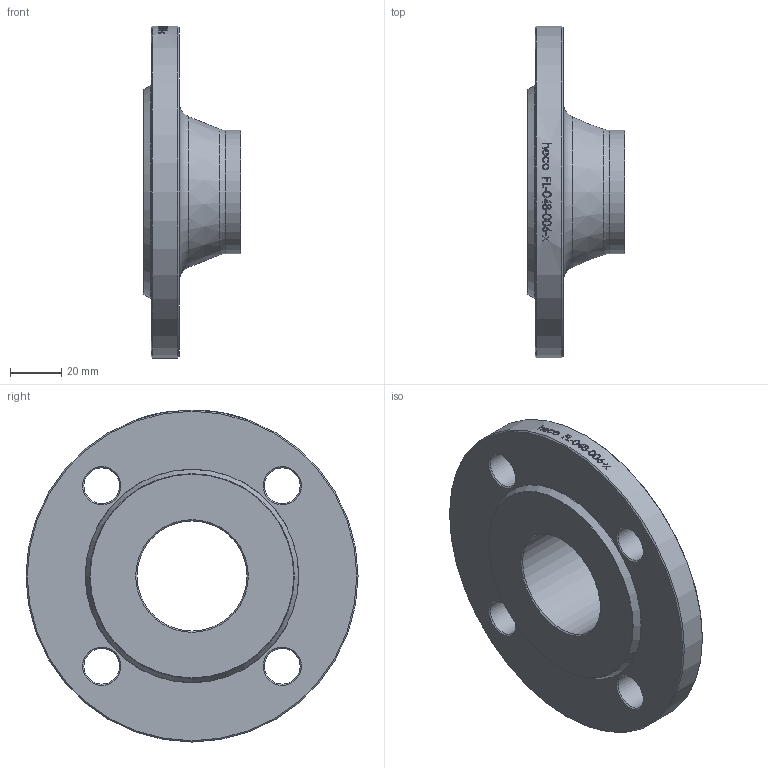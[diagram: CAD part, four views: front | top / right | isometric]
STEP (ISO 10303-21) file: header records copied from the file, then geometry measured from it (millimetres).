
FILE_DESCRIPTION (( 'STEP AP214' ), '1' );
FILE_NAME ('FL-048-006-x Vorschweissflansch PN6 Iso DIN2631 2008.STEP', '2020-08-24T10:15:13', ( '' ), ( '' ), 'SwSTEP 2.0', 'SolidWorks 2019', '' );
FILE_SCHEMA (( 'AUTOMOTIVE_DESIGN' ));
Length unit declared in the file: millimetre
Products named in the file (1): FL-048-006-x Vorschweissflansch PN6 Iso DIN2631 2008
Bounding box: 38 x 130 x 130 mm (x, y, z)
Volume: 153735 mm3; surface area: 36894.4 mm2
Topology: 1 solids, 1 shells, 53 faces, 223 edges, 198 vertices
Faces by surface type: cylinder 32, cone 13, plane 4, torus 4
Full cylindrical faces by diameter (mm): 14 x4, 43.1 x1, 48.3 x1, 130 x1
Entity records: 4951 total; most frequent: CARTESIAN_POINT 3065, ORIENTED_EDGE 378, DIRECTION 254, EDGE_CURVE 189, VERTEX_POINT 189, AXIS2_PLACEMENT_3D 115, EDGE_LOOP 114, B_SPLINE_CURVE_WITH_KNOTS 104
